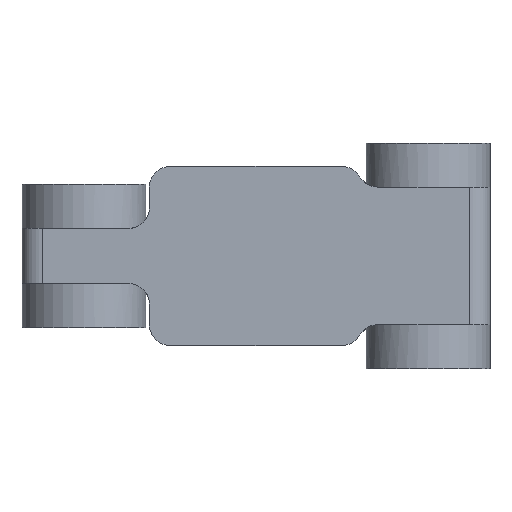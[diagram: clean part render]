
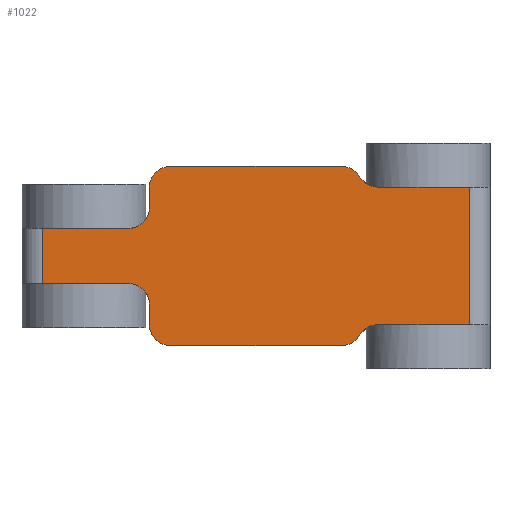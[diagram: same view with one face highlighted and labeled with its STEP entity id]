
A CAD part, top view. The second image highlights one B-rep face of the part: STEP entity #1022.
In plain terms, the highlighted planar face has unit normal (0, 0, 1).
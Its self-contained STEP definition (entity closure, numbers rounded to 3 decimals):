
#30=PLANE('',#1135);
#76=FACE_OUTER_BOUND('',#136,.T.);
#136=EDGE_LOOP('',(#772,#773,#774,#775,#776,#777,#778,#779,#780,#781,#782,
#783,#784,#785,#786,#787,#788,#789,#790,#791,#792,#793));
#172=CIRCLE('',#1081,15.);
#174=CIRCLE('',#1086,15.);
#176=CIRCLE('',#1089,15.);
#181=CIRCLE('',#1097,15.);
#193=CIRCLE('',#1120,15.);
#197=CIRCLE('',#1127,15.);
#199=CIRCLE('',#1130,15.);
#202=CIRCLE('',#1136,15.);
#236=LINE('',#1580,#324);
#237=LINE('',#1583,#325);
#243=LINE('',#1637,#331);
#247=LINE('',#1649,#335);
#251=LINE('',#1666,#339);
#255=LINE('',#1681,#343);
#261=LINE('',#1736,#349);
#264=LINE('',#1743,#352);
#270=LINE('',#1795,#358);
#272=LINE('',#1799,#360);
#273=LINE('',#1800,#361);
#274=LINE('',#1802,#362);
#275=LINE('',#1805,#363);
#276=LINE('',#1806,#364);
#324=VECTOR('',#1214,10.);
#325=VECTOR('',#1217,10.);
#331=VECTOR('',#1245,10.);
#335=VECTOR('',#1259,10.);
#339=VECTOR('',#1279,10.);
#343=VECTOR('',#1299,10.);
#349=VECTOR('',#1319,10.);
#352=VECTOR('',#1326,10.);
#358=VECTOR('',#1352,10.);
#360=VECTOR('',#1356,10.);
#361=VECTOR('',#1357,10.);
#362=VECTOR('',#1358,10.);
#363=VECTOR('',#1361,10.);
#364=VECTOR('',#1362,10.);
#418=VERTEX_POINT('',#1570);
#419=VERTEX_POINT('',#1572);
#421=VERTEX_POINT('',#1578);
#422=VERTEX_POINT('',#1582);
#425=VERTEX_POINT('',#1613);
#426=VERTEX_POINT('',#1615);
#429=VERTEX_POINT('',#1623);
#433=VERTEX_POINT('',#1634);
#434=VERTEX_POINT('',#1636);
#436=VERTEX_POINT('',#1642);
#441=VERTEX_POINT('',#1662);
#450=VERTEX_POINT('',#1708);
#451=VERTEX_POINT('',#1710);
#455=VERTEX_POINT('',#1735);
#457=VERTEX_POINT('',#1741);
#462=VERTEX_POINT('',#1776);
#463=VERTEX_POINT('',#1778);
#465=VERTEX_POINT('',#1784);
#468=VERTEX_POINT('',#1793);
#469=VERTEX_POINT('',#1798);
#470=VERTEX_POINT('',#1801);
#471=VERTEX_POINT('',#1804);
#516=EDGE_CURVE('',#419,#418,#172,.T.);
#520=EDGE_CURVE('',#421,#418,#236,.T.);
#521=EDGE_CURVE('',#419,#422,#237,.T.);
#525=EDGE_CURVE('',#426,#425,#174,.T.);
#529=EDGE_CURVE('',#429,#426,#176,.T.);
#535=EDGE_CURVE('',#433,#434,#243,.T.);
#538=EDGE_CURVE('',#421,#436,#181,.T.);
#542=EDGE_CURVE('',#429,#436,#247,.T.);
#551=EDGE_CURVE('',#422,#441,#251,.T.);
#559=EDGE_CURVE('',#434,#425,#255,.T.);
#565=EDGE_CURVE('',#450,#451,#193,.T.);
#570=EDGE_CURVE('',#455,#451,#261,.T.);
#574=EDGE_CURVE('',#450,#457,#264,.T.);
#579=EDGE_CURVE('',#462,#463,#197,.T.);
#583=EDGE_CURVE('',#465,#462,#199,.T.);
#587=EDGE_CURVE('',#468,#433,#270,.T.);
#589=EDGE_CURVE('',#468,#469,#272,.T.);
#590=EDGE_CURVE('',#469,#463,#273,.T.);
#591=EDGE_CURVE('',#465,#470,#274,.T.);
#592=EDGE_CURVE('',#455,#470,#202,.T.);
#593=EDGE_CURVE('',#457,#471,#275,.T.);
#594=EDGE_CURVE('',#471,#441,#276,.T.);
#772=ORIENTED_EDGE('',*,*,#587,.F.);
#773=ORIENTED_EDGE('',*,*,#589,.T.);
#774=ORIENTED_EDGE('',*,*,#590,.T.);
#775=ORIENTED_EDGE('',*,*,#579,.F.);
#776=ORIENTED_EDGE('',*,*,#583,.F.);
#777=ORIENTED_EDGE('',*,*,#591,.T.);
#778=ORIENTED_EDGE('',*,*,#592,.F.);
#779=ORIENTED_EDGE('',*,*,#570,.T.);
#780=ORIENTED_EDGE('',*,*,#565,.F.);
#781=ORIENTED_EDGE('',*,*,#574,.T.);
#782=ORIENTED_EDGE('',*,*,#593,.T.);
#783=ORIENTED_EDGE('',*,*,#594,.T.);
#784=ORIENTED_EDGE('',*,*,#551,.F.);
#785=ORIENTED_EDGE('',*,*,#521,.F.);
#786=ORIENTED_EDGE('',*,*,#516,.T.);
#787=ORIENTED_EDGE('',*,*,#520,.F.);
#788=ORIENTED_EDGE('',*,*,#538,.T.);
#789=ORIENTED_EDGE('',*,*,#542,.F.);
#790=ORIENTED_EDGE('',*,*,#529,.T.);
#791=ORIENTED_EDGE('',*,*,#525,.T.);
#792=ORIENTED_EDGE('',*,*,#559,.F.);
#793=ORIENTED_EDGE('',*,*,#535,.F.);
#1022=ADVANCED_FACE('',(#76),#30,.T.);
#1081=AXIS2_PLACEMENT_3D('',#1573,#1207,#1208);
#1086=AXIS2_PLACEMENT_3D('',#1616,#1223,#1224);
#1089=AXIS2_PLACEMENT_3D('',#1624,#1231,#1232);
#1097=AXIS2_PLACEMENT_3D('',#1643,#1251,#1252);
#1120=AXIS2_PLACEMENT_3D('',#1711,#1311,#1312);
#1127=AXIS2_PLACEMENT_3D('',#1779,#1333,#1334);
#1130=AXIS2_PLACEMENT_3D('',#1786,#1341,#1342);
#1135=AXIS2_PLACEMENT_3D('',#1797,#1354,#1355);
#1136=AXIS2_PLACEMENT_3D('',#1803,#1359,#1360);
#1207=DIRECTION('center_axis',(0.,0.,-1.));
#1208=DIRECTION('ref_axis',(0.707,0.707,0.));
#1214=DIRECTION('',(0.,1.,0.));
#1217=DIRECTION('',(-1.,0.,0.));
#1223=DIRECTION('center_axis',(0.,0.,-1.));
#1224=DIRECTION('ref_axis',(-0.5,0.866,0.));
#1231=DIRECTION('center_axis',(0.,0.,1.));
#1232=DIRECTION('ref_axis',(0.707,-0.707,0.));
#1245=DIRECTION('',(-1.,0.,0.));
#1251=DIRECTION('center_axis',(0.,0.,1.));
#1252=DIRECTION('ref_axis',(-0.707,-0.707,0.));
#1259=DIRECTION('',(-1.,0.,0.));
#1279=DIRECTION('',(-1.,0.,0.));
#1299=DIRECTION('',(-1.,0.,0.));
#1311=DIRECTION('center_axis',(0.,0.,1.));
#1312=DIRECTION('ref_axis',(0.707,-0.707,0.));
#1319=DIRECTION('',(0.,-1.,0.));
#1326=DIRECTION('',(-1.,0.,0.));
#1333=DIRECTION('center_axis',(0.,0.,1.));
#1334=DIRECTION('ref_axis',(-0.5,-0.866,0.));
#1341=DIRECTION('center_axis',(0.,0.,-1.));
#1342=DIRECTION('ref_axis',(0.707,0.707,0.));
#1352=DIRECTION('',(0.,-1.,0.));
#1354=DIRECTION('center_axis',(0.,0.,1.));
#1355=DIRECTION('ref_axis',(1.,0.,0.));
#1356=DIRECTION('',(-1.,0.,0.));
#1357=DIRECTION('',(-1.,0.,0.));
#1358=DIRECTION('',(-1.,0.,0.));
#1359=DIRECTION('center_axis',(0.,0.,-1.));
#1360=DIRECTION('ref_axis',(-0.707,0.707,0.));
#1361=DIRECTION('',(-1.,0.,0.));
#1362=DIRECTION('',(0.,-1.,0.));
#1570=CARTESIAN_POINT('',(-77.5,-35.,45.));
#1572=CARTESIAN_POINT('',(-92.5,-20.,45.));
#1573=CARTESIAN_POINT('Origin',(-92.5,-35.,45.));
#1578=CARTESIAN_POINT('',(-77.5,-50.,45.));
#1580=CARTESIAN_POINT('',(-77.5,-65.,45.));
#1582=CARTESIAN_POINT('',(-125.,-20.,45.));
#1583=CARTESIAN_POINT('',(-77.5,-20.,45.));
#1613=CARTESIAN_POINT('',(88.481,-50.,45.));
#1615=CARTESIAN_POINT('',(75.49,-57.5,45.));
#1616=CARTESIAN_POINT('Origin',(88.481,-65.,45.));
#1623=CARTESIAN_POINT('',(62.5,-65.,45.));
#1624=CARTESIAN_POINT('Origin',(62.5,-50.,45.));
#1634=CARTESIAN_POINT('',(155.,-50.,45.));
#1636=CARTESIAN_POINT('',(125.,-50.,45.));
#1637=CARTESIAN_POINT('',(170.,-50.,45.));
#1642=CARTESIAN_POINT('',(-62.5,-65.,45.));
#1643=CARTESIAN_POINT('Origin',(-62.5,-50.,45.));
#1649=CARTESIAN_POINT('',(77.5,-65.,45.));
#1662=CARTESIAN_POINT('',(-155.,-20.,45.));
#1666=CARTESIAN_POINT('',(-77.5,-20.,45.));
#1681=CARTESIAN_POINT('',(170.,-50.,45.));
#1708=CARTESIAN_POINT('',(-92.5,20.,45.));
#1710=CARTESIAN_POINT('',(-77.5,35.,45.));
#1711=CARTESIAN_POINT('Origin',(-92.5,35.,45.));
#1735=CARTESIAN_POINT('',(-77.5,50.,45.));
#1736=CARTESIAN_POINT('',(-77.5,65.,45.));
#1741=CARTESIAN_POINT('',(-125.,20.,45.));
#1743=CARTESIAN_POINT('',(-77.5,20.,45.));
#1776=CARTESIAN_POINT('',(75.49,57.5,45.));
#1778=CARTESIAN_POINT('',(88.481,50.,45.));
#1779=CARTESIAN_POINT('Origin',(88.481,65.,45.));
#1784=CARTESIAN_POINT('',(62.5,65.,45.));
#1786=CARTESIAN_POINT('Origin',(62.5,50.,45.));
#1793=CARTESIAN_POINT('',(155.,50.,45.));
#1795=CARTESIAN_POINT('',(155.,16.25,45.));
#1797=CARTESIAN_POINT('Origin',(0.,32.5,45.));
#1798=CARTESIAN_POINT('',(125.,50.,45.));
#1799=CARTESIAN_POINT('',(170.,50.,45.));
#1800=CARTESIAN_POINT('',(170.,50.,45.));
#1801=CARTESIAN_POINT('',(-62.5,65.,45.));
#1802=CARTESIAN_POINT('',(77.5,65.,45.));
#1803=CARTESIAN_POINT('Origin',(-62.5,50.,45.));
#1804=CARTESIAN_POINT('',(-155.,20.,45.));
#1805=CARTESIAN_POINT('',(-77.5,20.,45.));
#1806=CARTESIAN_POINT('',(-155.,-26.25,45.));
